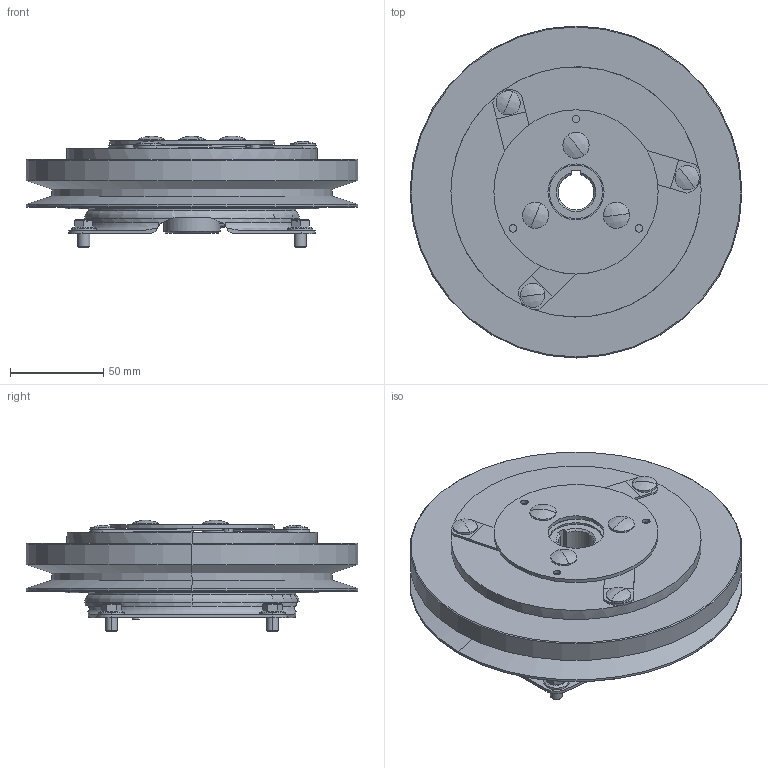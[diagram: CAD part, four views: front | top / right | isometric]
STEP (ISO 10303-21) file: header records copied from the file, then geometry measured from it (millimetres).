
FILE_DESCRIPTION (( 'STEP AP203' ), '1' );
FILE_NAME ('51329700_MA-7A-PC_MGCL.STEP', '2019-04-02T07:19:04', ( '' ), ( '' ), 'SwSTEP 2.0', 'SolidWorks 2014', '' );
FILE_SCHEMA (( 'CONFIG_CONTROL_DESIGN' ));
Length unit declared in the file: millimetre
Products named in the file (1): 51329700_MA-7A-PC_MGCL
Bounding box: 177.8 x 177.8 x 59.9 mm (x, y, z)
Volume: 685123.5 mm3; surface area: 120511.8 mm2
Topology: 7 solids, 13 shells, 515 faces, 1221 edges, 750 vertices
Faces by surface type: cylinder 224, plane 203, cone 59, torus 17, sphere 12
Entity records: 15295 total; most frequent: CARTESIAN_POINT 3084, DIRECTION 2719, ORIENTED_EDGE 2410, EDGE_CURVE 1205, AXIS2_PLACEMENT_3D 1092, VERTEX_POINT 750, EDGE_LOOP 595, CIRCLE 576
